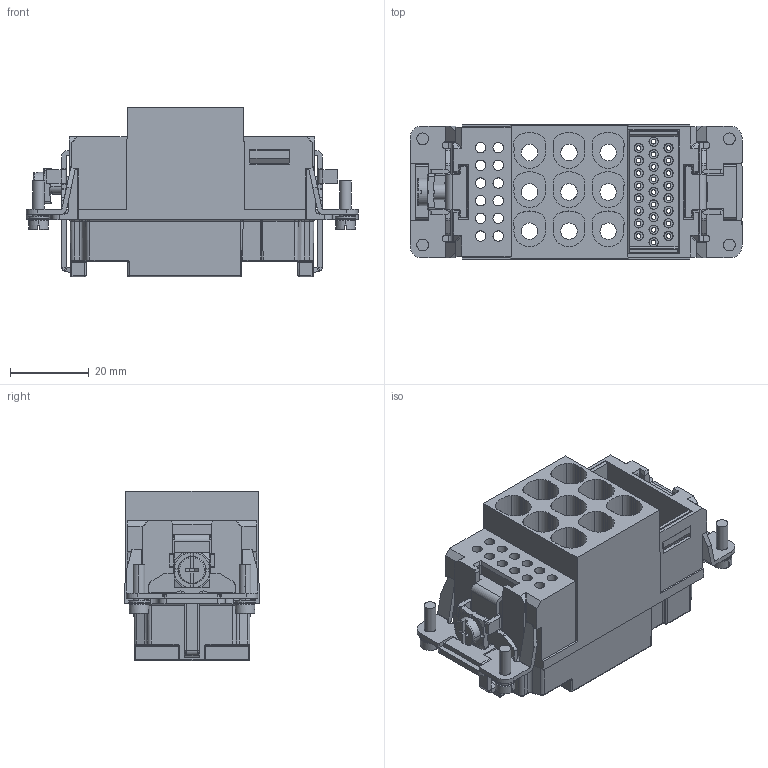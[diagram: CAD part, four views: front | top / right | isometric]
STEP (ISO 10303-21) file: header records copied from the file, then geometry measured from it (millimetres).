
FILE_DESCRIPTION((''),'2;1');
FILE_NAME('3D_HK-009_12_25-FC','2021-01-04T',('lj.zou'),(''),'PRO/ENGINEER BY PARAMETRIC TECHNOLOGY CORPORATION, 2012480','PRO/ENGINEER BY PARAMETRIC TECHNOLOGY CORPORATION, 2012480','');
FILE_SCHEMA(('CONFIG_CONTROL_DESIGN'));
Products named in the file (1): 3D_HK-009_12_25-FC
Bounding box: 84.5 x 34.2 x 43.25 mm (x, y, z)
Volume: 49787.5 mm3; surface area: 35496.6 mm2
Topology: 1 solids, 1 shells, 1527 faces, 4408 edges, 2919 vertices
Faces by surface type: plane 608, cylinder 496, cone 277, bspline 74, extrusion 36, sphere 18, torus 18
Entity records: 57486 total; most frequent: CARTESIAN_POINT 17003, ORIENTED_EDGE 8748, DIRECTION 8210, EDGE_CURVE 4374, AXIS2_PLACEMENT_3D 2992, VERTEX_POINT 2919, VECTOR 2226, LINE 2190
